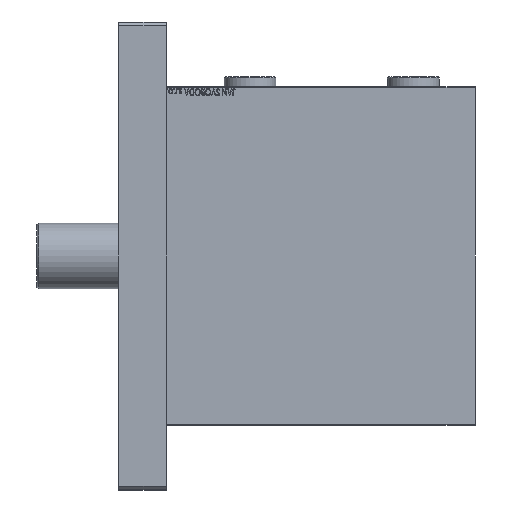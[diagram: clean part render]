
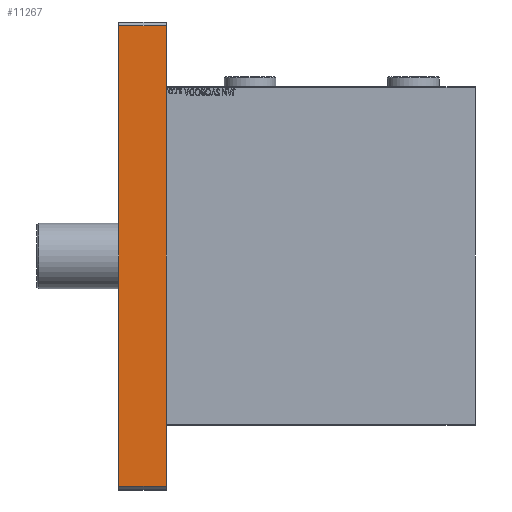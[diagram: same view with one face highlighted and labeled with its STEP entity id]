
A CAD part, front view. The second image highlights one B-rep face of the part: STEP entity #11267.
In plain terms, the highlighted planar face has unit normal (0, -1, 0).
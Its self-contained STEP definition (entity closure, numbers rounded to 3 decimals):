
#592 = VERTEX_POINT ( 'NONE', #42497 ) ;
#1195 = FACE_OUTER_BOUND ( 'NONE', #27996, .T. ) ;
#3063 = CARTESIAN_POINT ( 'NONE',  ( -117.5, -70., 24. ) ) ;
#5495 = ORIENTED_EDGE ( 'NONE', *, *, #29722, .T. ) ;
#5548 = DIRECTION ( 'NONE',  ( 0., 1., 0. ) ) ;
#6217 = DIRECTION ( 'NONE',  ( 1., 0., 0. ) ) ;
#6910 = CARTESIAN_POINT ( 'NONE',  ( -115.5, -70., 24. ) ) ;
#7460 = ORIENTED_EDGE ( 'NONE', *, *, #38708, .T. ) ;
#7888 = EDGE_CURVE ( 'NONE', #45440, #592, #17388, .T. ) ;
#7914 = VERTEX_POINT ( 'NONE', #21271 ) ;
#8658 = AXIS2_PLACEMENT_3D ( 'NONE', #27604, #5548, #42196 ) ;
#9090 = CARTESIAN_POINT ( 'NONE',  ( -115.5, -70., 24. ) ) ;
#11267 = ADVANCED_FACE ( 'NONE', ( #1195 ), #38767, .F. ) ;
#12388 = EDGE_CURVE ( 'NONE', #13503, #7914, #43824, .T. ) ;
#12706 = VECTOR ( 'NONE', #21642, 1000. ) ;
#12874 = ORIENTED_EDGE ( 'NONE', *, *, #12388, .F. ) ;
#13503 = VERTEX_POINT ( 'NONE', #6910 ) ;
#17388 = LINE ( 'NONE', #32181, #20193 ) ;
#18013 = CARTESIAN_POINT ( 'NONE',  ( 115.5, -70., 24. ) ) ;
#20193 = VECTOR ( 'NONE', #28054, 1000. ) ;
#21271 = CARTESIAN_POINT ( 'NONE',  ( 115.5, -70., 24. ) ) ;
#21642 = DIRECTION ( 'NONE',  ( 0., 0., 1. ) ) ;
#24912 = VECTOR ( 'NONE', #30902, 1000. ) ;
#25693 = VECTOR ( 'NONE', #6217, 1000. ) ;
#25751 = LINE ( 'NONE', #18013, #12706 ) ;
#26547 = LINE ( 'NONE', #9090, #24912 ) ;
#27604 = CARTESIAN_POINT ( 'NONE',  ( -117.5, -70., 24. ) ) ;
#27996 = EDGE_LOOP ( 'NONE', ( #28495, #7460, #12874, #5495 ) ) ;
#28054 = DIRECTION ( 'NONE',  ( 1., 0., 0. ) ) ;
#28495 = ORIENTED_EDGE ( 'NONE', *, *, #7888, .T. ) ;
#29722 = EDGE_CURVE ( 'NONE', #13503, #45440, #26547, .T. ) ;
#30902 = DIRECTION ( 'NONE',  ( 0., 0., -1. ) ) ;
#32181 = CARTESIAN_POINT ( 'NONE',  ( -117.5, -70., 0. ) ) ;
#37740 = CARTESIAN_POINT ( 'NONE',  ( -115.5, -70., 0. ) ) ;
#38708 = EDGE_CURVE ( 'NONE', #592, #7914, #25751, .T. ) ;
#38767 = PLANE ( 'NONE',  #8658 ) ;
#42196 = DIRECTION ( 'NONE',  ( 0., 0., 1. ) ) ;
#42497 = CARTESIAN_POINT ( 'NONE',  ( 115.5, -70., 0. ) ) ;
#43824 = LINE ( 'NONE', #3063, #25693 ) ;
#45440 = VERTEX_POINT ( 'NONE', #37740 ) ;
